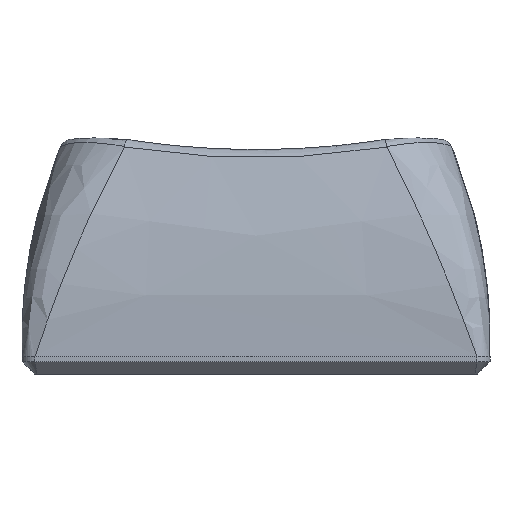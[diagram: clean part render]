
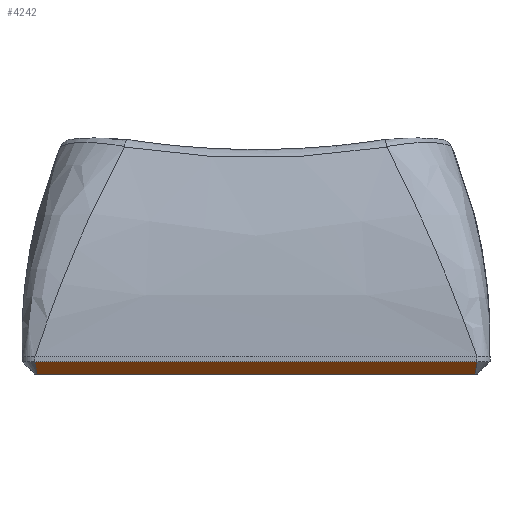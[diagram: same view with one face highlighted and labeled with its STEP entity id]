
A CAD part, front view. The second image highlights one B-rep face of the part: STEP entity #4242.
In plain terms, the highlighted planar face has unit normal (0, -0.707, -0.707).
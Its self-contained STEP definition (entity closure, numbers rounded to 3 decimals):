
#693 = PLANE('',#694);
#694 = AXIS2_PLACEMENT_3D('',#695,#696,#697);
#695 = CARTESIAN_POINT('',(-8.5,-9.,0.672));
#696 = DIRECTION('',(0.,-1.,0.));
#697 = DIRECTION('',(1.,0.,0.));
#1946 = VERTEX_POINT('',#1947);
#1947 = CARTESIAN_POINT('',(-8.5,-9.,0.48));
#1973 = EDGE_CURVE('',#1946,#1974,#1976,.T.);
#1974 = VERTEX_POINT('',#1975);
#1975 = CARTESIAN_POINT('',(8.5,-9.,0.48));
#1976 = SURFACE_CURVE('',#1977,(#1981,#1988),.PCURVE_S1.);
#1977 = LINE('',#1978,#1979);
#1978 = CARTESIAN_POINT('',(-8.5,-9.,0.48));
#1979 = VECTOR('',#1980,1.);
#1980 = DIRECTION('',(1.,0.,0.));
#1981 = PCURVE('',#693,#1982);
#1982 = DEFINITIONAL_REPRESENTATION('',(#1983),#1987);
#1983 = LINE('',#1984,#1985);
#1984 = CARTESIAN_POINT('',(0.,-0.192));
#1985 = VECTOR('',#1986,1.);
#1986 = DIRECTION('',(1.,0.));
#1987 = ( GEOMETRIC_REPRESENTATION_CONTEXT(2) 
PARAMETRIC_REPRESENTATION_CONTEXT() REPRESENTATION_CONTEXT('2D SPACE',''
  ) );
#1988 = PCURVE('',#1989,#1994);
#1989 = PLANE('',#1990);
#1990 = AXIS2_PLACEMENT_3D('',#1991,#1992,#1993);
#1991 = CARTESIAN_POINT('',(-8.5,-8.76,0.24));
#1992 = DIRECTION('',(0.,0.707,0.707)
  );
#1993 = DIRECTION('',(1.,0.,0.));
#1994 = DEFINITIONAL_REPRESENTATION('',(#1995),#1999);
#1995 = LINE('',#1996,#1997);
#1996 = CARTESIAN_POINT('',(0.,-0.339));
#1997 = VECTOR('',#1998,1.);
#1998 = DIRECTION('',(1.,0.));
#1999 = ( GEOMETRIC_REPRESENTATION_CONTEXT(2) 
PARAMETRIC_REPRESENTATION_CONTEXT() REPRESENTATION_CONTEXT('2D SPACE',''
  ) );
#3161 = CONICAL_SURFACE('',#3162,0.7,0.785);
#3162 = AXIS2_PLACEMENT_3D('',#3163,#3164,#3165);
#3163 = CARTESIAN_POINT('',(8.323,-8.323,0.48));
#3164 = DIRECTION('',(-0.,-0.,1.));
#3165 = DIRECTION('',(0.967,-0.253,0.));
#4242 = ADVANCED_FACE('',(#4243),#1989,.F.);
#4243 = FACE_BOUND('',#4244,.F.);
#4244 = EDGE_LOOP('',(#4245,#4280,#4281,#4311));
#4245 = ORIENTED_EDGE('',*,*,#4246,.F.);
#4246 = EDGE_CURVE('',#1946,#4247,#4249,.T.);
#4247 = VERTEX_POINT('',#4248);
#4248 = CARTESIAN_POINT('',(-8.42,-8.52,0.));
#4249 = SURFACE_CURVE('',#4250,(#4255,#4262),.PCURVE_S1.);
#4250 = PARABOLA('',#4251,0.008);
#4251 = AXIS2_PLACEMENT_3D('',#4252,#4253,#4254);
#4252 = CARTESIAN_POINT('',(-8.323,-8.311,
    -0.209));
#4253 = DIRECTION('',(0.,0.707,0.707)
  );
#4254 = DIRECTION('',(0.,-0.707,0.707)
  );
#4255 = PCURVE('',#1989,#4256);
#4256 = DEFINITIONAL_REPRESENTATION('',(#4257),#4261);
#4257 = B_SPLINE_CURVE_WITH_KNOTS('',2,(#4258,#4259,#4260),
  .UNSPECIFIED.,.F.,.F.,(3,3),(-0.177,-0.098),
  .PIECEWISE_BEZIER_KNOTS.);
#4258 = CARTESIAN_POINT('',(0.,-0.339));
#4259 = CARTESIAN_POINT('',(0.04,0.098));
#4260 = CARTESIAN_POINT('',(0.08,0.339));
#4261 = ( GEOMETRIC_REPRESENTATION_CONTEXT(2) 
PARAMETRIC_REPRESENTATION_CONTEXT() REPRESENTATION_CONTEXT('2D SPACE',''
  ) );
#4262 = PCURVE('',#4263,#4268);
#4263 = CONICAL_SURFACE('',#4264,0.7,0.785);
#4264 = AXIS2_PLACEMENT_3D('',#4265,#4266,#4267);
#4265 = CARTESIAN_POINT('',(-8.323,-8.323,0.48));
#4266 = DIRECTION('',(-0.,-0.,1.));
#4267 = DIRECTION('',(-0.253,-0.967,-0.));
#4268 = DEFINITIONAL_REPRESENTATION('',(#4269),#4279);
#4269 = B_SPLINE_CURVE_WITH_KNOTS('',8,(#4270,#4271,#4272,#4273,#4274,
    #4275,#4276,#4277,#4278),.UNSPECIFIED.,.F.,.F.,(9,9),(
    -0.177,-0.098),.PIECEWISE_BEZIER_KNOTS.);
#4270 = CARTESIAN_POINT('',(0.,0.));
#4271 = CARTESIAN_POINT('',(-0.014,-0.077));
#4272 = CARTESIAN_POINT('',(-0.03,-0.15));
#4273 = CARTESIAN_POINT('',(-0.048,-0.217));
#4274 = CARTESIAN_POINT('',(-0.069,-0.28));
#4275 = CARTESIAN_POINT('',(-0.094,-0.337));
#4276 = CARTESIAN_POINT('',(-0.123,-0.39));
#4277 = CARTESIAN_POINT('',(-0.158,-0.437));
#4278 = CARTESIAN_POINT('',(-0.203,-0.48));
#4279 = ( GEOMETRIC_REPRESENTATION_CONTEXT(2) 
PARAMETRIC_REPRESENTATION_CONTEXT() REPRESENTATION_CONTEXT('2D SPACE',''
  ) );
#4280 = ORIENTED_EDGE('',*,*,#1973,.T.);
#4281 = ORIENTED_EDGE('',*,*,#4282,.T.);
#4282 = EDGE_CURVE('',#1974,#4283,#4285,.T.);
#4283 = VERTEX_POINT('',#4284);
#4284 = CARTESIAN_POINT('',(8.42,-8.52,0.));
#4285 = SURFACE_CURVE('',#4286,(#4291,#4298),.PCURVE_S1.);
#4286 = PARABOLA('',#4287,0.008);
#4287 = AXIS2_PLACEMENT_3D('',#4288,#4289,#4290);
#4288 = CARTESIAN_POINT('',(8.323,-8.311,
    -0.209));
#4289 = DIRECTION('',(0.,-0.707,-0.707
    ));
#4290 = DIRECTION('',(0.,-0.707,0.707)
  );
#4291 = PCURVE('',#1989,#4292);
#4292 = DEFINITIONAL_REPRESENTATION('',(#4293),#4297);
#4293 = B_SPLINE_CURVE_WITH_KNOTS('',2,(#4294,#4295,#4296),
  .UNSPECIFIED.,.F.,.F.,(3,3),(-0.177,-0.098),
  .PIECEWISE_BEZIER_KNOTS.);
#4294 = CARTESIAN_POINT('',(17.,-0.339));
#4295 = CARTESIAN_POINT('',(16.96,0.098));
#4296 = CARTESIAN_POINT('',(16.92,0.339));
#4297 = ( GEOMETRIC_REPRESENTATION_CONTEXT(2) 
PARAMETRIC_REPRESENTATION_CONTEXT() REPRESENTATION_CONTEXT('2D SPACE',''
  ) );
#4298 = PCURVE('',#3161,#4299);
#4299 = DEFINITIONAL_REPRESENTATION('',(#4300),#4310);
#4300 = B_SPLINE_CURVE_WITH_KNOTS('',8,(#4301,#4302,#4303,#4304,#4305,
    #4306,#4307,#4308,#4309),.UNSPECIFIED.,.F.,.F.,(9,9),(
    -0.177,-0.098),.PIECEWISE_BEZIER_KNOTS.);
#4301 = CARTESIAN_POINT('',(-1.059,0.));
#4302 = CARTESIAN_POINT('',(-1.045,-0.077));
#4303 = CARTESIAN_POINT('',(-1.029,-0.15));
#4304 = CARTESIAN_POINT('',(-1.01,-0.217));
#4305 = CARTESIAN_POINT('',(-0.99,-0.28));
#4306 = CARTESIAN_POINT('',(-0.965,-0.337));
#4307 = CARTESIAN_POINT('',(-0.936,-0.39));
#4308 = CARTESIAN_POINT('',(-0.901,-0.437));
#4309 = CARTESIAN_POINT('',(-0.856,-0.48));
#4310 = ( GEOMETRIC_REPRESENTATION_CONTEXT(2) 
PARAMETRIC_REPRESENTATION_CONTEXT() REPRESENTATION_CONTEXT('2D SPACE',''
  ) );
#4311 = ORIENTED_EDGE('',*,*,#4312,.F.);
#4312 = EDGE_CURVE('',#4247,#4283,#4313,.T.);
#4313 = SURFACE_CURVE('',#4314,(#4318,#4325),.PCURVE_S1.);
#4314 = LINE('',#4315,#4316);
#4315 = CARTESIAN_POINT('',(-8.5,-8.52,0.));
#4316 = VECTOR('',#4317,1.);
#4317 = DIRECTION('',(1.,0.,0.));
#4318 = PCURVE('',#1989,#4319);
#4319 = DEFINITIONAL_REPRESENTATION('',(#4320),#4324);
#4320 = LINE('',#4321,#4322);
#4321 = CARTESIAN_POINT('',(0.,0.339));
#4322 = VECTOR('',#4323,1.);
#4323 = DIRECTION('',(1.,0.));
#4324 = ( GEOMETRIC_REPRESENTATION_CONTEXT(2) 
PARAMETRIC_REPRESENTATION_CONTEXT() REPRESENTATION_CONTEXT('2D SPACE',''
  ) );
#4325 = PCURVE('',#4326,#4331);
#4326 = PLANE('',#4327);
#4327 = AXIS2_PLACEMENT_3D('',#4328,#4329,#4330);
#4328 = CARTESIAN_POINT('',(8.5,9.,0.));
#4329 = DIRECTION('',(0.,0.,-1.));
#4330 = DIRECTION('',(-1.,0.,0.));
#4331 = DEFINITIONAL_REPRESENTATION('',(#4332),#4336);
#4332 = LINE('',#4333,#4334);
#4333 = CARTESIAN_POINT('',(17.,-17.52));
#4334 = VECTOR('',#4335,1.);
#4335 = DIRECTION('',(-1.,0.));
#4336 = ( GEOMETRIC_REPRESENTATION_CONTEXT(2) 
PARAMETRIC_REPRESENTATION_CONTEXT() REPRESENTATION_CONTEXT('2D SPACE',''
  ) );
